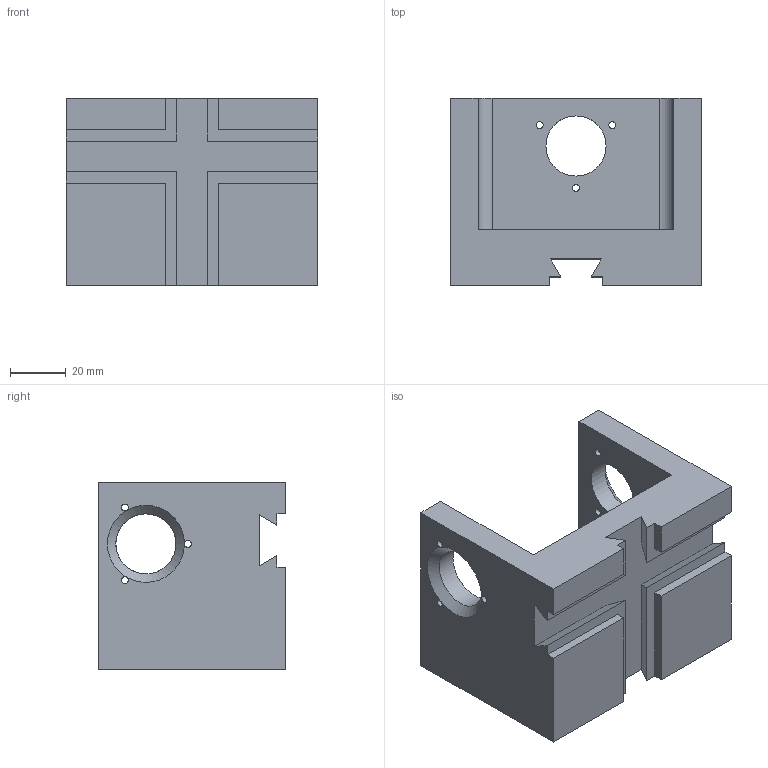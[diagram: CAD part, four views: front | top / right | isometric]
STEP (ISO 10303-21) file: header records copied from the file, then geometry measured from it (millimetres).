
FILE_DESCRIPTION(/* description */ (''),/* implementation_level */ '2;1');
FILE_NAME(/* name */ 'Chamber_2I-1D_Base v1.step',/* time_stamp */ '2016-10-20T18:25:57+02:00',/* author */ (''),/* organization */ (''),/* preprocessor_version */ 'ST-DEVELOPER v16.5',/* originating_system */ 'Autodesk Translation Framework v5.2.0.2031',/* authorisation */ '');
FILE_SCHEMA (('AUTOMOTIVE_DESIGN { 1 0 10303 214 3 1 1 }'));
Length unit declared in the file: centimetre
Products named in the file (1): Chamber_2I-1D_Base v1
Bounding box: 90 x 67 x 67 mm (x, y, z)
Volume: 183164.7 mm3; surface area: 41359 mm2
Topology: 1 solids, 1 shells, 51 faces, 174 edges, 116 vertices
Faces by surface type: plane 34, cylinder 14, cone 3
Full cylindrical faces by diameter (mm): 2.5 x9, 21.5 x3
Entity records: 1821 total; most frequent: CARTESIAN_POINT 297, DIRECTION 294, ORIENTED_EDGE 288, EDGE_CURVE 144, VERTEX_POINT 101, LINE 98, VECTOR 98, AXIS2_PLACEMENT_3D 98
